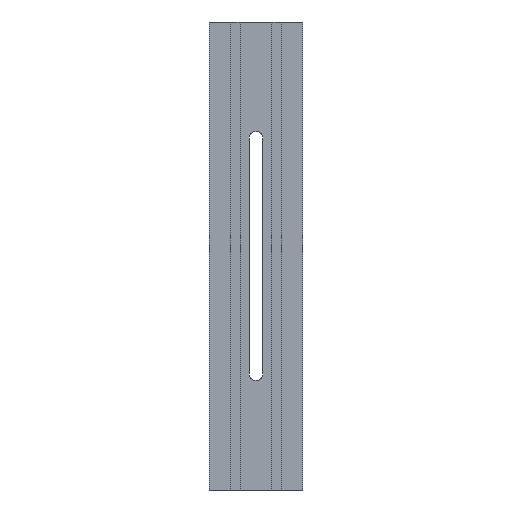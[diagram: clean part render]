
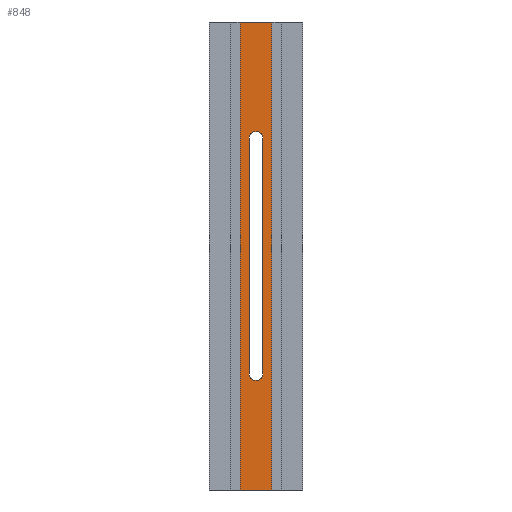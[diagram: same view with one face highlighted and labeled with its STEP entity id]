
A CAD part, front view. The second image highlights one B-rep face of the part: STEP entity #848.
In plain terms, the highlighted planar face has unit normal (0, -1, 0).
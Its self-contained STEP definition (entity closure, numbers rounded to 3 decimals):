
#2 = DIRECTION ( 'NONE',  ( 0., 1., 0. ) ) ;
#12 = ORIENTED_EDGE ( 'NONE', *, *, #892, .T. ) ;
#38 = CARTESIAN_POINT ( 'NONE',  ( 8.5, -6.353, -250. ) ) ;
#49 = ORIENTED_EDGE ( 'NONE', *, *, #895, .F. ) ;
#54 = VERTEX_POINT ( 'NONE', #1041 ) ;
#124 = DIRECTION ( 'NONE',  ( 0., 1., 0. ) ) ;
#147 = CARTESIAN_POINT ( 'NONE',  ( -3.5, -6.353, -62. ) ) ;
#169 = AXIS2_PLACEMENT_3D ( 'NONE', #1044, #570, #1132 ) ;
#180 = VERTEX_POINT ( 'NONE', #246 ) ;
#188 = FACE_BOUND ( 'NONE', #283, .T. ) ;
#211 = VECTOR ( 'NONE', #1127, 1000. ) ;
#215 = FACE_OUTER_BOUND ( 'NONE', #853, .T. ) ;
#246 = CARTESIAN_POINT ( 'NONE',  ( 8.5, -6.353, 0. ) ) ;
#283 = EDGE_LOOP ( 'NONE', ( #658, #562, #430, #12, #662 ) ) ;
#289 = DIRECTION ( 'NONE',  ( 0., 0., 1. ) ) ;
#326 = DIRECTION ( 'NONE',  ( 1., 0., 0. ) ) ;
#363 = ORIENTED_EDGE ( 'NONE', *, *, #592, .F. ) ;
#392 = CARTESIAN_POINT ( 'NONE',  ( 0., -6.353, -58.5 ) ) ;
#409 = DIRECTION ( 'NONE',  ( 0., 0., 1. ) ) ;
#411 = DIRECTION ( 'NONE',  ( 0., 0., 1. ) ) ;
#413 = ORIENTED_EDGE ( 'NONE', *, *, #1102, .T. ) ;
#430 = ORIENTED_EDGE ( 'NONE', *, *, #553, .T. ) ;
#467 = CARTESIAN_POINT ( 'NONE',  ( 3.5, -6.353, -188. ) ) ;
#471 = LINE ( 'NONE', #1024, #608 ) ;
#498 = DIRECTION ( 'NONE',  ( 1., 0., 0. ) ) ;
#504 = PLANE ( 'NONE',  #169 ) ;
#509 = VERTEX_POINT ( 'NONE', #392 ) ;
#517 = DIRECTION ( 'NONE',  ( 0., 0., 1. ) ) ;
#532 = VERTEX_POINT ( 'NONE', #580 ) ;
#533 = CARTESIAN_POINT ( 'NONE',  ( 3.5, -6.353, -188. ) ) ;
#542 = DIRECTION ( 'NONE',  ( 0., 0., 1. ) ) ;
#553 = EDGE_CURVE ( 'NONE', #657, #509, #1178, .T. ) ;
#555 = CARTESIAN_POINT ( 'NONE',  ( -8.5, -6.353, -250. ) ) ;
#562 = ORIENTED_EDGE ( 'NONE', *, *, #683, .T. ) ;
#570 = DIRECTION ( 'NONE',  ( 0., -1., 0. ) ) ;
#580 = CARTESIAN_POINT ( 'NONE',  ( 3.5, -6.353, -62. ) ) ;
#583 = LINE ( 'NONE', #1039, #1136 ) ;
#592 = EDGE_CURVE ( 'NONE', #1042, #731, #635, .T. ) ;
#601 = VERTEX_POINT ( 'NONE', #533 ) ;
#608 = VECTOR ( 'NONE', #931, 1000. ) ;
#635 = LINE ( 'NONE', #555, #979 ) ;
#636 = CARTESIAN_POINT ( 'NONE',  ( -8.5, -6.353, -250. ) ) ;
#646 = AXIS2_PLACEMENT_3D ( 'NONE', #902, #124, #517 ) ;
#657 = VERTEX_POINT ( 'NONE', #147 ) ;
#658 = ORIENTED_EDGE ( 'NONE', *, *, #972, .T. ) ;
#662 = ORIENTED_EDGE ( 'NONE', *, *, #773, .T. ) ;
#666 = VECTOR ( 'NONE', #411, 1000. ) ;
#683 = EDGE_CURVE ( 'NONE', #54, #657, #471, .T. ) ;
#687 = CARTESIAN_POINT ( 'NONE',  ( 8.5, -6.353, -250. ) ) ;
#731 = VERTEX_POINT ( 'NONE', #1183 ) ;
#769 = AXIS2_PLACEMENT_3D ( 'NONE', #956, #2, #289 ) ;
#773 = EDGE_CURVE ( 'NONE', #532, #601, #898, .T. ) ;
#798 = CARTESIAN_POINT ( 'NONE',  ( 8.5, -6.353, -250. ) ) ;
#806 = VECTOR ( 'NONE', #326, 1000. ) ;
#841 = ORIENTED_EDGE ( 'NONE', *, *, #1086, .T. ) ;
#848 = ADVANCED_FACE ( 'NONE', ( #188, #215 ), #504, .T. ) ;
#853 = EDGE_LOOP ( 'NONE', ( #49, #363, #413, #841 ) ) ;
#885 = VERTEX_POINT ( 'NONE', #687 ) ;
#892 = EDGE_CURVE ( 'NONE', #509, #532, #1172, .T. ) ;
#895 = EDGE_CURVE ( 'NONE', #731, #180, #583, .T. ) ;
#896 = AXIS2_PLACEMENT_3D ( 'NONE', #955, #1056, #409 ) ;
#898 = LINE ( 'NONE', #467, #211 ) ;
#902 = CARTESIAN_POINT ( 'NONE',  ( 0., -6.353, -188. ) ) ;
#931 = DIRECTION ( 'NONE',  ( 0., 0., 1. ) ) ;
#955 = CARTESIAN_POINT ( 'NONE',  ( 0., -6.353, -62. ) ) ;
#956 = CARTESIAN_POINT ( 'NONE',  ( 0., -6.353, -62. ) ) ;
#972 = EDGE_CURVE ( 'NONE', #601, #54, #1073, .T. ) ;
#979 = VECTOR ( 'NONE', #542, 1000. ) ;
#1024 = CARTESIAN_POINT ( 'NONE',  ( -3.5, -6.353, -188. ) ) ;
#1039 = CARTESIAN_POINT ( 'NONE',  ( 8.5, -6.353, 0. ) ) ;
#1041 = CARTESIAN_POINT ( 'NONE',  ( -3.5, -6.353, -188. ) ) ;
#1042 = VERTEX_POINT ( 'NONE', #636 ) ;
#1044 = CARTESIAN_POINT ( 'NONE',  ( 8.5, -6.353, -250. ) ) ;
#1056 = DIRECTION ( 'NONE',  ( 0., 1., 0. ) ) ;
#1066 = LINE ( 'NONE', #798, #806 ) ;
#1073 = CIRCLE ( 'NONE', #646, 3.5 ) ;
#1086 = EDGE_CURVE ( 'NONE', #885, #180, #1174, .T. ) ;
#1102 = EDGE_CURVE ( 'NONE', #1042, #885, #1066, .T. ) ;
#1127 = DIRECTION ( 'NONE',  ( 0., 0., -1. ) ) ;
#1132 = DIRECTION ( 'NONE',  ( 1., 0., 0. ) ) ;
#1136 = VECTOR ( 'NONE', #498, 1000. ) ;
#1172 = CIRCLE ( 'NONE', #896, 3.5 ) ;
#1174 = LINE ( 'NONE', #38, #666 ) ;
#1178 = CIRCLE ( 'NONE', #769, 3.5 ) ;
#1183 = CARTESIAN_POINT ( 'NONE',  ( -8.5, -6.353, 0. ) ) ;
